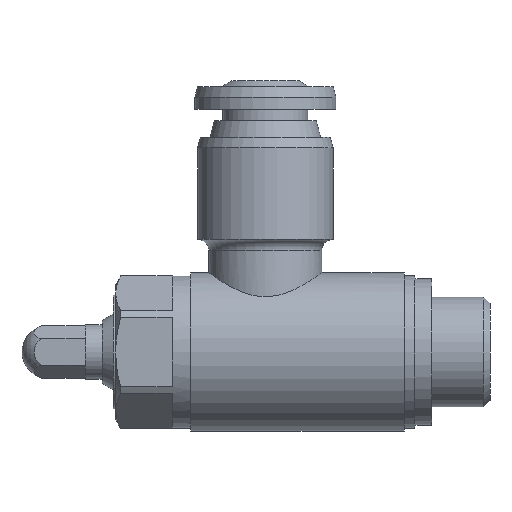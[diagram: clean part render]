
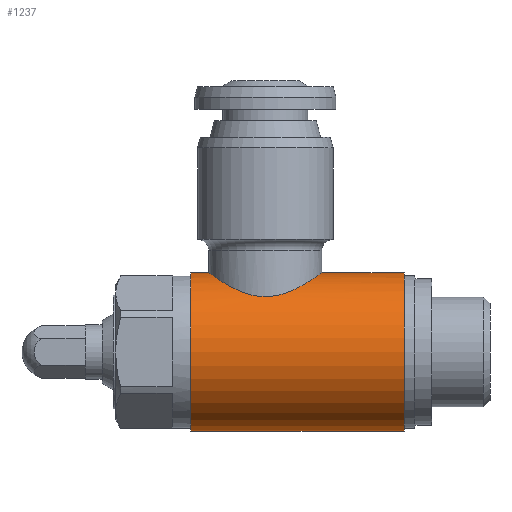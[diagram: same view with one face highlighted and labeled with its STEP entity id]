
A CAD part, left-side view. The second image highlights one B-rep face of the part: STEP entity #1237.
In plain terms, the highlighted cylindrical face has radius 7 mm (diameter 14 mm), a full revolution.
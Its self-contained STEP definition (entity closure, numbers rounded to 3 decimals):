
#129=B_SPLINE_CURVE_WITH_KNOTS('',3,(#1714,#1715,#1716,#1717,#1718,#1719,
#1720,#1721,#1722,#1723,#1724,#1725,#1726,#1727,#1728,#1729,#1730,#1731,
#1732),.UNSPECIFIED.,.T.,.F.,(1,1,1,1,1,1,1,1,1,1,1,1,1,1,1,1,1,1,1,1,1,
1,1),(-0.006,-0.004,-0.002,0.,
0.002,0.004,0.006,0.008,
0.01,0.012,0.014,0.016,
0.018,0.02,0.022,0.024,
0.026,0.028,0.03,0.032,
0.035,0.037,0.039),.UNSPECIFIED.);
#146=ORIENTED_EDGE('',*,*,#352,.F.);
#147=ORIENTED_EDGE('',*,*,#353,.T.);
#148=ORIENTED_EDGE('',*,*,#354,.F.);
#352=EDGE_CURVE('',#455,#455,#532,.T.);
#353=EDGE_CURVE('',#456,#456,#533,.T.);
#354=EDGE_CURVE('',#457,#457,#129,.T.);
#455=VERTEX_POINT('',#1711);
#456=VERTEX_POINT('',#1713);
#457=VERTEX_POINT('',#1733);
#532=CIRCLE('',#1308,7.);
#533=CIRCLE('',#1309,7.);
#591=EDGE_LOOP('',(#146));
#592=EDGE_LOOP('',(#147));
#593=EDGE_LOOP('',(#148));
#690=FACE_BOUND('',#591,.T.);
#691=FACE_BOUND('',#592,.T.);
#692=FACE_BOUND('',#593,.T.);
#788=CYLINDRICAL_SURFACE('',#1307,7.);
#1237=ADVANCED_FACE('',(#690,#691,#692),#788,.T.);
#1307=AXIS2_PLACEMENT_3D('',#1709,#1435,#1436);
#1308=AXIS2_PLACEMENT_3D('',#1710,#1437,#1438);
#1309=AXIS2_PLACEMENT_3D('',#1712,#1439,#1440);
#1435=DIRECTION('',(0.,-1.,0.));
#1436=DIRECTION('',(0.,0.,-1.));
#1437=DIRECTION('',(0.,-1.,0.));
#1438=DIRECTION('',(0.,0.,-1.));
#1439=DIRECTION('',(0.,-1.,0.));
#1440=DIRECTION('',(0.,0.,-1.));
#1709=CARTESIAN_POINT('',(0.,0.,0.));
#1710=CARTESIAN_POINT('',(0.,2.45,0.));
#1711=CARTESIAN_POINT('',(0.,2.45,-7.));
#1712=CARTESIAN_POINT('',(0.,21.35,0.));
#1713=CARTESIAN_POINT('',(0.,21.35,-7.));
#1714=CARTESIAN_POINT('',(-4.708,16.781,5.213));
#1715=CARTESIAN_POINT('',(-5.145,14.748,4.743));
#1716=CARTESIAN_POINT('',(-4.712,12.728,5.21));
#1717=CARTESIAN_POINT('',(-3.64,11.157,6.047));
#1718=CARTESIAN_POINT('',(-2.058,10.048,6.783));
#1719=CARTESIAN_POINT('',(-0.011,9.604,7.106));
#1720=CARTESIAN_POINT('',(2.028,10.034,6.792));
#1721=CARTESIAN_POINT('',(3.635,11.149,6.052));
#1722=CARTESIAN_POINT('',(4.706,12.716,5.215));
#1723=CARTESIAN_POINT('',(5.146,14.735,4.742));
#1724=CARTESIAN_POINT('',(4.712,16.774,5.21));
#1725=CARTESIAN_POINT('',(3.644,18.34,6.046));
#1726=CARTESIAN_POINT('',(2.047,19.457,6.786));
#1727=CARTESIAN_POINT('',(0.014,19.895,7.106));
#1728=CARTESIAN_POINT('',(-2.039,19.463,6.79));
#1729=CARTESIAN_POINT('',(-3.64,18.344,6.048));
#1730=CARTESIAN_POINT('',(-4.708,16.781,5.213));
#1731=CARTESIAN_POINT('',(-5.145,14.748,4.743));
#1732=CARTESIAN_POINT('',(-4.712,12.728,5.21));
#1733=CARTESIAN_POINT('',(-5.,14.75,4.899));
